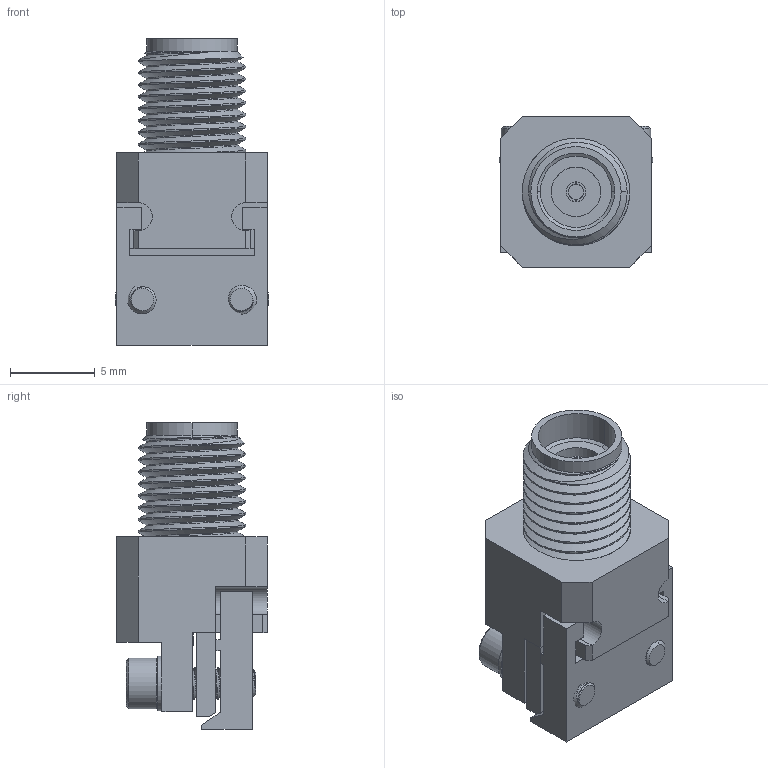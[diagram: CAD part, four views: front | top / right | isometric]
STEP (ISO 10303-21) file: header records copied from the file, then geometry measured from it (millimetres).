
FILE_DESCRIPTION (( 'STEP AP203' ), '1' );
FILE_NAME ('PE45400.step', '2019-07-15T18:58:06', ( '' ), ( '' ), 'SwSTEP 2.0', 'SolidWorks 2018', '' );
FILE_SCHEMA (( 'CONFIG_CONTROL_DESIGN' ));
Length unit declared in the file: inch
Products named in the file (5): Copy of Threaded Clamping Plate^PE45400; PE45400; Copy of Grounding Plate^PE45400; Copy of PE45400-Body^PE45400; Copy of 1-72 SHCS x .3125^PE45400_92196A067
Assembly tree (5 placements, depth 2):
  PE45400
    Copy of PE45400-Body^PE45400
    Copy of Grounding Plate^PE45400
    Copy of Threaded Clamping Plate^PE45400
    Copy of 1-72 SHCS x .3125^PE45400_92196A067  x2
Bounding box: 9.09 x 8.89 x 18.14 mm (x, y, z)
Volume: 772.9 mm3; surface area: 1311.3 mm2
Topology: 6 solids, 6 shells, 317 faces, 836 edges, 543 vertices
Faces by surface type: cylinder 183, plane 96, cone 30, bspline 8
Entity records: 10348 total; most frequent: CARTESIAN_POINT 4696, ORIENTED_EDGE 1178, DIRECTION 959, EDGE_CURVE 589, VERTEX_POINT 384, AXIS2_PLACEMENT_3D 330, VECTOR 299, LINE 299
